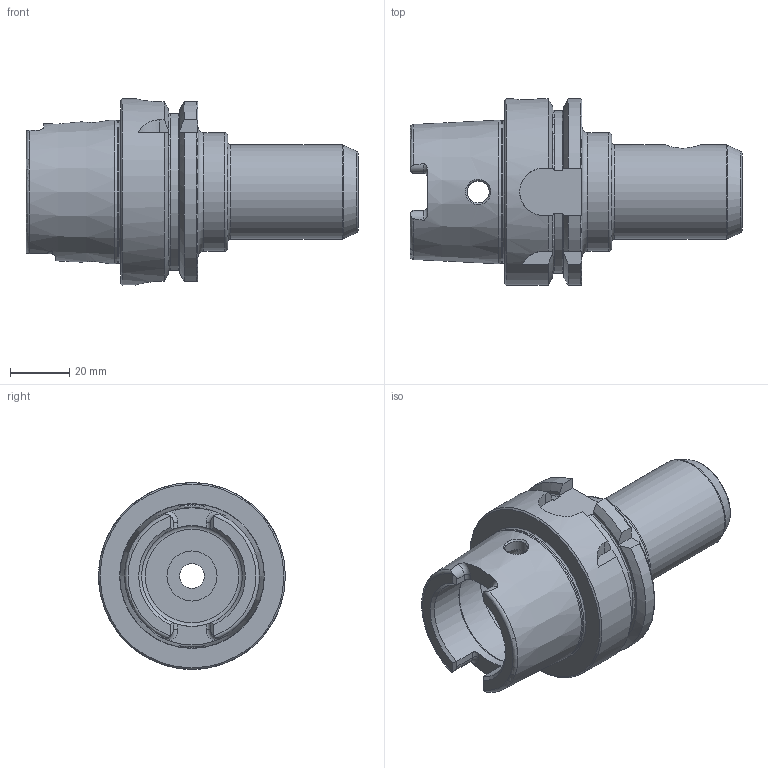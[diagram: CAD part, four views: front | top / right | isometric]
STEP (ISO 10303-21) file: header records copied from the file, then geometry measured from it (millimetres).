
FILE_DESCRIPTION(/* description */ (''),/* implementation_level */ '2;1');
FILE_NAME(/* name */ 'AQ026C_HSK63A-EMH12.7C-3.15.stp',/* time_stamp */ '2024-01-22T13:38:32+09:00',/* author */ ('YSH'),/* organization */ (''),/* preprocessor_version */ 'ST-DEVELOPER v20',/* originating_system */ 'Autodesk Inventor 2024',/* authorisation */ '');
FILE_SCHEMA (('AUTOMOTIVE_DESIGN { 1 0 10303 214 3 1 1 }'));
Length unit declared in the file: millimetre
Products named in the file (1): LO-HSK63A-EMH12.7C-3.15
Bounding box: 112 x 63 x 63 mm (x, y, z)
Volume: 120610.4 mm3; surface area: 30517.2 mm2
Topology: 1 solids, 1 shells, 129 faces, 340 edges, 221 vertices
Faces by surface type: plane 45, cylinder 37, torus 27, cone 17, bspline 3
Full cylindrical faces by diameter (mm): 2.459 x2, 7.5 x2, 8.4 x1, 9.728 x1, 10 x1, 12.7 x1, 13.9 x1, 16.917 x1, 19 x1, 31.75 x1, 34 x2, 40 x2, 48.041 x1, 63 x1
Entity records: 4911 total; most frequent: CARTESIAN_POINT 1714, ORIENTED_EDGE 676, DIRECTION 658, EDGE_CURVE 338, AXIS2_PLACEMENT_3D 273, VERTEX_POINT 221, EDGE_LOOP 147, CIRCLE 140
